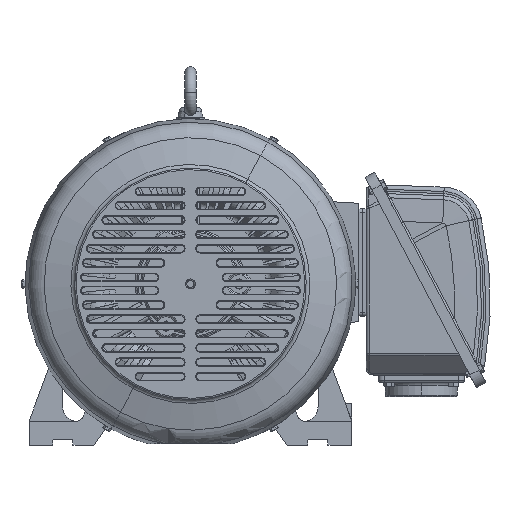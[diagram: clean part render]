
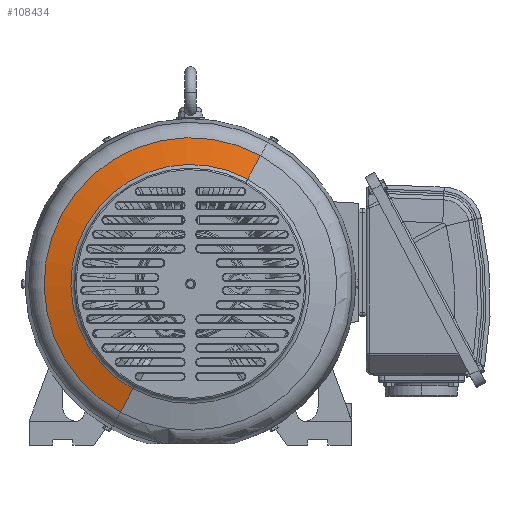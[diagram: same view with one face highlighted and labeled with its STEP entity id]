
A CAD part, front view. The second image highlights one B-rep face of the part: STEP entity #108434.
In plain terms, the highlighted conical face has half-angle 75 degrees and reference radius 166.688 mm.
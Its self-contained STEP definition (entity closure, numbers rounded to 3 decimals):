
#108317=CARTESIAN_POINT('Vertex',(97.792,-362.222,179.006)) ;
#108324=CARTESIAN_POINT('Vertex',(-97.792,-362.222,-179.006)) ;
#108341=CARTESIAN_POINT('Axis2P3D Location',(0.,-362.222,0.)) ;
#108392=CARTESIAN_POINT('Axis2P3D Location',(0.,-372.213,0.)) ;
#108397=CARTESIAN_POINT('Line Origine',(88.853,-367.217,162.645)) ;
#108401=CARTESIAN_POINT('Vertex',(79.915,-372.213,146.283)) ;
#108408=CARTESIAN_POINT('Vertex',(-79.915,-372.213,-146.283)) ;
#108411=CARTESIAN_POINT('Line Origine',(-88.853,-367.217,-162.645)) ;
#108423=CARTESIAN_POINT('Axis2P3D Location',(0.,-372.213,0.)) ;
#108342=DIRECTION('Axis2P3D Direction',(-0.,1.,0.)) ;
#108393=DIRECTION('Axis2P3D Direction',(0.,1.,0.)) ;
#108394=DIRECTION('Axis2P3D XDirection',(-0.479,0.,-0.878)) ;
#108398=DIRECTION('Vector Direction',(0.463,0.259,0.848)) ;
#108412=DIRECTION('Vector Direction',(-0.463,0.259,-0.848)) ;
#108424=DIRECTION('Axis2P3D Direction',(-0.,1.,0.)) ;
#108343=AXIS2_PLACEMENT_3D('Circle Axis2P3D',#108341,#108342,$) ;
#108395=AXIS2_PLACEMENT_3D('Cone Axis2P3D',#108392,#108393,#108394) ;
#108425=AXIS2_PLACEMENT_3D('Circle Axis2P3D',#108423,#108424,$) ;
#108429=ORIENTED_EDGE('',*,*,#108345,.F.) ;
#108430=ORIENTED_EDGE('',*,*,#108415,.T.) ;
#108431=ORIENTED_EDGE('',*,*,#108427,.T.) ;
#108432=ORIENTED_EDGE('',*,*,#108403,.F.) ;
#108399=VECTOR('Line Direction',#108398,1.) ;
#108413=VECTOR('Line Direction',#108412,1.) ;
#108434=ADVANCED_FACE('31407C309.1',(#108433),#108396,.T.) ;
#108344=CIRCLE('generated circle',#108343,203.977) ;
#108426=CIRCLE('generated circle',#108425,166.688) ;
#108396=CONICAL_SURFACE('Cone',#108395,166.688,1.309) ;
#108345=EDGE_CURVE('',#108325,#108318,#108344,.T.) ;
#108403=EDGE_CURVE('',#108318,#108402,#108400,.F.) ;
#108415=EDGE_CURVE('',#108325,#108409,#108414,.F.) ;
#108427=EDGE_CURVE('',#108409,#108402,#108426,.T.) ;
#108428=EDGE_LOOP('',(#108429,#108430,#108431,#108432)) ;
#108433=FACE_OUTER_BOUND('',#108428,.T.) ;
#108400=LINE('Line',#108397,#108399) ;
#108414=LINE('Line',#108411,#108413) ;
#108318=VERTEX_POINT('',#108317) ;
#108325=VERTEX_POINT('',#108324) ;
#108402=VERTEX_POINT('',#108401) ;
#108409=VERTEX_POINT('',#108408) ;
